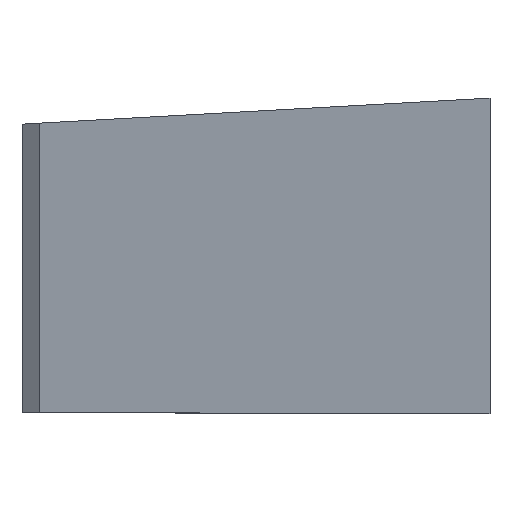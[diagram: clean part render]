
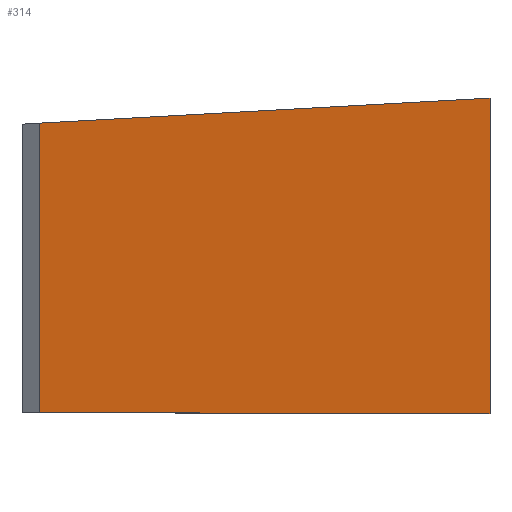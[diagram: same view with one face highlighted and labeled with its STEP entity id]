
A CAD part, top view. The second image highlights one B-rep face of the part: STEP entity #314.
In plain terms, the highlighted planar face has unit normal (0.851, 0, 0.526).
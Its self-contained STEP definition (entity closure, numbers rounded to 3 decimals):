
#43 = PLANE('',#44);
#44 = AXIS2_PLACEMENT_3D('',#45,#46,#47);
#45 = CARTESIAN_POINT('',(0.,0.,-7500.));
#46 = DIRECTION('',(0.,-1.,-0.));
#47 = DIRECTION('',(1.,0.,0.));
#69 = PLANE('',#70);
#70 = AXIS2_PLACEMENT_3D('',#71,#72,#73);
#71 = CARTESIAN_POINT('',(1261.95,0.,-2592.896));
#72 = DIRECTION('',(0.438,0.,-0.899));
#73 = DIRECTION('',(0.,-1.,0.));
#95 = PLANE('',#96);
#96 = AXIS2_PLACEMENT_3D('',#97,#98,#99);
#97 = CARTESIAN_POINT('',(-11761.655,-779.004,
    -3433.355));
#98 = DIRECTION('',(0.058,-0.998,0.));
#99 = DIRECTION('',(0.,0.,-1.));
#119 = PLANE('',#120);
#120 = AXIS2_PLACEMENT_3D('',#121,#122,#123);
#121 = CARTESIAN_POINT('',(2202.325,0.,-2871.835));
#122 = DIRECTION('',(0.609,0.,-0.794));
#123 = DIRECTION('',(0.,-1.,0.));
#134 = VERTEX_POINT('',#135);
#135 = CARTESIAN_POINT('',(11693.302,0.,4406.514));
#156 = VERTEX_POINT('',#157);
#157 = CARTESIAN_POINT('',(12606.738,0.,2928.559));
#176 = EDGE_CURVE('',#134,#156,#177,.T.);
#177 = SURFACE_CURVE('',#178,(#182,#188),.PCURVE_S1.);
#178 = LINE('',#179,#180);
#179 = CARTESIAN_POINT('',(11248.209,0.,5126.682));
#180 = VECTOR('',#181,1.);
#181 = DIRECTION('',(0.526,0.,-0.851));
#182 = PCURVE('',#43,#183);
#183 = DEFINITIONAL_REPRESENTATION('',(#184),#187);
#184 = B_SPLINE_CURVE_WITH_KNOTS('',1,(#185,#186),.UNSPECIFIED.,.F.,.F.,
  (2,2),(672.866,2757.8),.PIECEWISE_BEZIER_KNOTS.);
#185 = CARTESIAN_POINT('',(11601.959,12054.309));
#186 = CARTESIAN_POINT('',(12698.082,10280.764));
#187 = ( GEOMETRIC_REPRESENTATION_CONTEXT(2) 
PARAMETRIC_REPRESENTATION_CONTEXT() REPRESENTATION_CONTEXT('2D SPACE',''
  ) );
#188 = PCURVE('',#189,#194);
#189 = PLANE('',#190);
#190 = AXIS2_PLACEMENT_3D('',#191,#192,#193);
#191 = CARTESIAN_POINT('',(8710.335,-45.193,
    9233.005));
#192 = DIRECTION('',(0.851,0.,0.526));
#193 = DIRECTION('',(0.,-1.,0.));
#194 = DEFINITIONAL_REPRESENTATION('',(#195),#198);
#195 = B_SPLINE_CURVE_WITH_KNOTS('',1,(#196,#197),.UNSPECIFIED.,.F.,.F.,
  (2,2),(672.866,2757.8),.PIECEWISE_BEZIER_KNOTS.);
#196 = CARTESIAN_POINT('',(-45.193,5500.153));
#197 = CARTESIAN_POINT('',(-45.193,7585.087));
#198 = ( GEOMETRIC_REPRESENTATION_CONTEXT(2) 
PARAMETRIC_REPRESENTATION_CONTEXT() REPRESENTATION_CONTEXT('2D SPACE',''
  ) );
#203 = EDGE_CURVE('',#204,#134,#206,.T.);
#204 = VERTEX_POINT('',#205);
#205 = CARTESIAN_POINT('',(11693.302,587.091,
    4406.514));
#206 = SURFACE_CURVE('',#207,(#211,#217),.PCURVE_S1.);
#207 = LINE('',#208,#209);
#208 = CARTESIAN_POINT('',(11693.302,-22.597,
    4406.514));
#209 = VECTOR('',#210,1.);
#210 = DIRECTION('',(0.,-1.,0.));
#211 = PCURVE('',#119,#212);
#212 = DEFINITIONAL_REPRESENTATION('',(#213),#216);
#213 = B_SPLINE_CURVE_WITH_KNOTS('',1,(#214,#215),.UNSPECIFIED.,.F.,.F.,
  (2,2),(-721.408,613.659),.PIECEWISE_BEZIER_KNOTS.);
#214 = CARTESIAN_POINT('',(-698.811,-11960.477));
#215 = CARTESIAN_POINT('',(636.256,-11960.477));
#216 = ( GEOMETRIC_REPRESENTATION_CONTEXT(2) 
PARAMETRIC_REPRESENTATION_CONTEXT() REPRESENTATION_CONTEXT('2D SPACE',''
  ) );
#217 = PCURVE('',#189,#218);
#218 = DEFINITIONAL_REPRESENTATION('',(#219),#222);
#219 = B_SPLINE_CURVE_WITH_KNOTS('',1,(#220,#221),.UNSPECIFIED.,.F.,.F.,
  (2,2),(-721.408,613.659),.PIECEWISE_BEZIER_KNOTS.);
#220 = CARTESIAN_POINT('',(-744.005,5673.897));
#221 = CARTESIAN_POINT('',(591.062,5673.897));
#222 = ( GEOMETRIC_REPRESENTATION_CONTEXT(2) 
PARAMETRIC_REPRESENTATION_CONTEXT() REPRESENTATION_CONTEXT('2D SPACE',''
  ) );
#250 = VERTEX_POINT('',#251);
#251 = CARTESIAN_POINT('',(12606.738,640.293,
    2928.559));
#270 = EDGE_CURVE('',#250,#204,#271,.T.);
#271 = SURFACE_CURVE('',#272,(#276,#282),.PCURVE_S1.);
#272 = LINE('',#273,#274);
#273 = CARTESIAN_POINT('',(8700.151,412.76,
    9249.483));
#274 = VECTOR('',#275,1.);
#275 = DIRECTION('',(-0.525,-0.031,0.85)
  );
#276 = PCURVE('',#95,#277);
#277 = DEFINITIONAL_REPRESENTATION('',(#278),#281);
#278 = B_SPLINE_CURVE_WITH_KNOTS('',1,(#279,#280),.UNSPECIFIED.,.F.,.F.,
  (2,2),(-7764.084,-5467.765),
  .PIECEWISE_BEZIER_KNOTS.);
#279 = CARTESIAN_POINT('',(-6081.427,24583.337));
#280 = CARTESIAN_POINT('',(-8033.872,23374.602));
#281 = ( GEOMETRIC_REPRESENTATION_CONTEXT(2) 
PARAMETRIC_REPRESENTATION_CONTEXT() REPRESENTATION_CONTEXT('2D SPACE',''
  ) );
#282 = PCURVE('',#189,#283);
#283 = DEFINITIONAL_REPRESENTATION('',(#284),#287);
#284 = B_SPLINE_CURVE_WITH_KNOTS('',1,(#285,#286),.UNSPECIFIED.,.F.,.F.,
  (2,2),(-7764.084,-5467.765),
  .PIECEWISE_BEZIER_KNOTS.);
#285 = CARTESIAN_POINT('',(-695.583,7741.076));
#286 = CARTESIAN_POINT('',(-625.301,5445.833));
#287 = ( GEOMETRIC_REPRESENTATION_CONTEXT(2) 
PARAMETRIC_REPRESENTATION_CONTEXT() REPRESENTATION_CONTEXT('2D SPACE',''
  ) );
#293 = EDGE_CURVE('',#250,#156,#294,.T.);
#294 = SURFACE_CURVE('',#295,(#299,#305),.PCURVE_S1.);
#295 = LINE('',#296,#297);
#296 = CARTESIAN_POINT('',(12606.738,-22.597,
    2928.559));
#297 = VECTOR('',#298,1.);
#298 = DIRECTION('',(0.,-1.,0.));
#299 = PCURVE('',#69,#300);
#300 = DEFINITIONAL_REPRESENTATION('',(#301),#304);
#301 = B_SPLINE_CURVE_WITH_KNOTS('',1,(#302,#303),.UNSPECIFIED.,.F.,.F.,
  (2,2),(-779.998,618.985),.PIECEWISE_BEZIER_KNOTS.);
#302 = CARTESIAN_POINT('',(-757.401,-12617.079));
#303 = CARTESIAN_POINT('',(641.582,-12617.079));
#304 = ( GEOMETRIC_REPRESENTATION_CONTEXT(2) 
PARAMETRIC_REPRESENTATION_CONTEXT() REPRESENTATION_CONTEXT('2D SPACE',''
  ) );
#305 = PCURVE('',#189,#306);
#306 = DEFINITIONAL_REPRESENTATION('',(#307),#310);
#307 = B_SPLINE_CURVE_WITH_KNOTS('',1,(#308,#309),.UNSPECIFIED.,.F.,.F.,
  (2,2),(-779.998,618.985),.PIECEWISE_BEZIER_KNOTS.);
#308 = CARTESIAN_POINT('',(-802.595,7411.343));
#309 = CARTESIAN_POINT('',(596.389,7411.343));
#310 = ( GEOMETRIC_REPRESENTATION_CONTEXT(2) 
PARAMETRIC_REPRESENTATION_CONTEXT() REPRESENTATION_CONTEXT('2D SPACE',''
  ) );
#314 = ADVANCED_FACE('',(#315),#189,.T.);
#315 = FACE_BOUND('',#316,.T.);
#316 = EDGE_LOOP('',(#317,#318,#319,#320));
#317 = ORIENTED_EDGE('',*,*,#293,.F.);
#318 = ORIENTED_EDGE('',*,*,#270,.T.);
#319 = ORIENTED_EDGE('',*,*,#203,.T.);
#320 = ORIENTED_EDGE('',*,*,#176,.T.);
